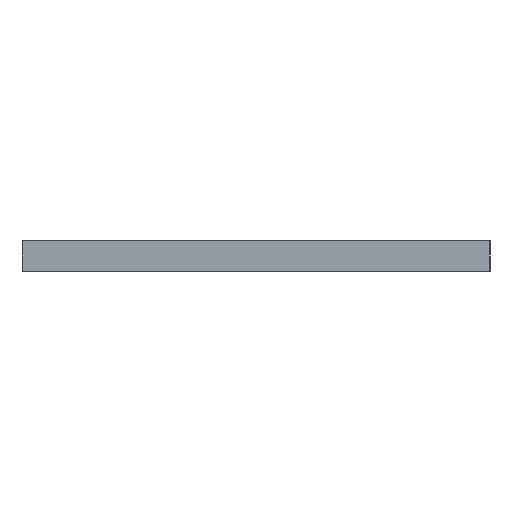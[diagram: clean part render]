
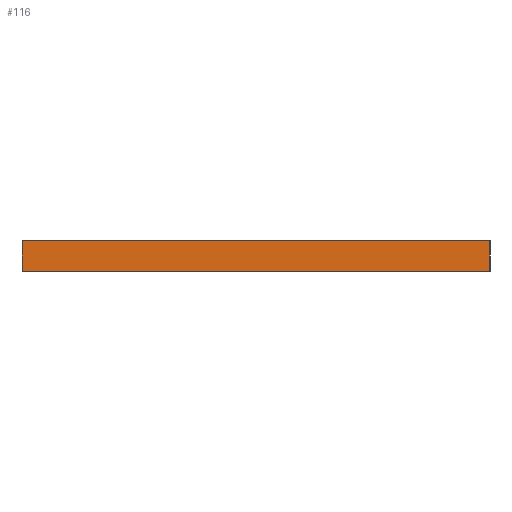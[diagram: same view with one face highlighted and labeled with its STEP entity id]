
A CAD part, left-side view. The second image highlights one B-rep face of the part: STEP entity #116.
In plain terms, the highlighted planar face has unit normal (-1, 0, 0).
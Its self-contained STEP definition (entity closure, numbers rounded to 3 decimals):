
#10 = ORIENTED_EDGE ( 'NONE', *, *, #1790, .F. ) ;
#17 = EDGE_LOOP ( 'NONE', ( #1246, #10, #2044, #1490 ) ) ;
#55 = DIRECTION ( 'NONE',  ( 0., 1., 0. ) ) ;
#116 = ADVANCED_FACE ( 'NONE', ( #979 ), #2041, .F. ) ;
#243 = VERTEX_POINT ( 'NONE', #654 ) ;
#282 = VECTOR ( 'NONE', #2788, 1000. ) ;
#364 = EDGE_CURVE ( 'NONE', #243, #558, #1466, .T. ) ;
#382 = VECTOR ( 'NONE', #2435, 1000. ) ;
#441 = CARTESIAN_POINT ( 'NONE',  ( -100., -100., 0. ) ) ;
#554 = EDGE_CURVE ( 'NONE', #243, #1294, #2148, .T. ) ;
#558 = VERTEX_POINT ( 'NONE', #672 ) ;
#654 = CARTESIAN_POINT ( 'NONE',  ( -100., 100., 13. ) ) ;
#672 = CARTESIAN_POINT ( 'NONE',  ( -100., 100., 0. ) ) ;
#731 = CARTESIAN_POINT ( 'NONE',  ( -100., -100., 13. ) ) ;
#739 = DIRECTION ( 'NONE',  ( 0., 0., -1. ) ) ;
#877 = CARTESIAN_POINT ( 'NONE',  ( -100., 100., 0. ) ) ;
#979 = FACE_OUTER_BOUND ( 'NONE', #17, .T. ) ;
#1246 = ORIENTED_EDGE ( 'NONE', *, *, #2742, .T. ) ;
#1260 = CARTESIAN_POINT ( 'NONE',  ( -100., -100., 13. ) ) ;
#1294 = VERTEX_POINT ( 'NONE', #1260 ) ;
#1298 = VECTOR ( 'NONE', #2654, 1000. ) ;
#1347 = CARTESIAN_POINT ( 'NONE',  ( -100., 100., 13. ) ) ;
#1361 = DIRECTION ( 'NONE',  ( 1., 0., 0. ) ) ;
#1375 = LINE ( 'NONE', #877, #1298 ) ;
#1466 = LINE ( 'NONE', #2567, #282 ) ;
#1490 = ORIENTED_EDGE ( 'NONE', *, *, #364, .T. ) ;
#1578 = AXIS2_PLACEMENT_3D ( 'NONE', #1347, #1361, #55 ) ;
#1778 = CARTESIAN_POINT ( 'NONE',  ( -100., 100., 13. ) ) ;
#1790 = EDGE_CURVE ( 'NONE', #1294, #2199, #2028, .T. ) ;
#1893 = VECTOR ( 'NONE', #739, 1000. ) ;
#2028 = LINE ( 'NONE', #731, #1893 ) ;
#2041 = PLANE ( 'NONE',  #1578 ) ;
#2044 = ORIENTED_EDGE ( 'NONE', *, *, #554, .F. ) ;
#2148 = LINE ( 'NONE', #1778, #382 ) ;
#2199 = VERTEX_POINT ( 'NONE', #441 ) ;
#2435 = DIRECTION ( 'NONE',  ( 0., -1., 0. ) ) ;
#2567 = CARTESIAN_POINT ( 'NONE',  ( -100., 100., 13. ) ) ;
#2654 = DIRECTION ( 'NONE',  ( 0., -1., 0. ) ) ;
#2742 = EDGE_CURVE ( 'NONE', #558, #2199, #1375, .T. ) ;
#2788 = DIRECTION ( 'NONE',  ( 0., 0., -1. ) ) ;
